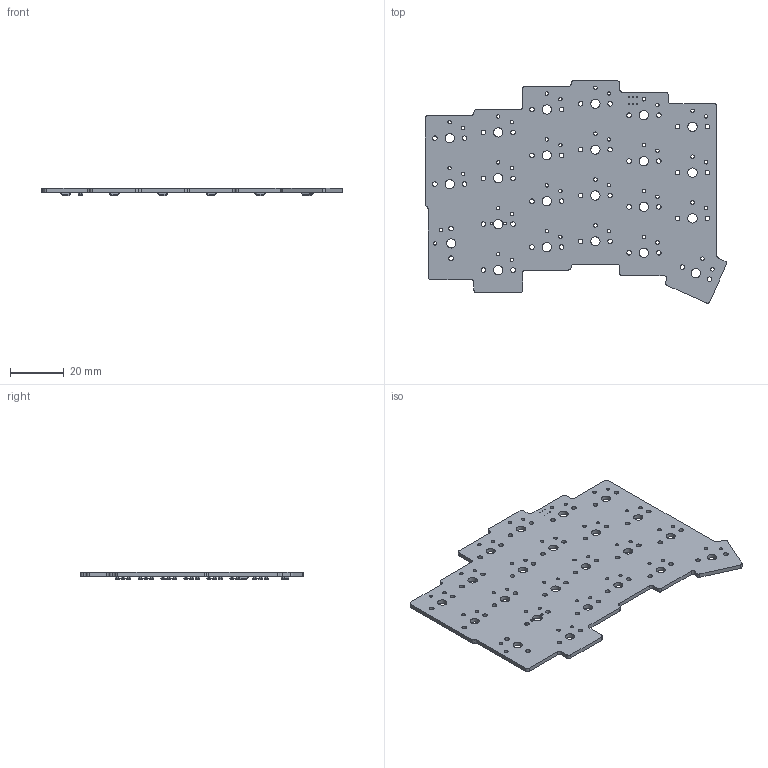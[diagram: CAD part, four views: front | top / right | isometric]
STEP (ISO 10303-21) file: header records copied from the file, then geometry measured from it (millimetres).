
FILE_DESCRIPTION(('KiCad electronic assembly'),'2;1');
FILE_NAME('left_pcb.step','2025-09-29T19:49:39',('Pcbnew'),('Kicad'), 'Open CASCADE STEP processor 7.8','KiCad to STEP converter','Unknown' );
FILE_SCHEMA(('AUTOMOTIVE_DESIGN { 1 0 10303 214 1 1 1 1 }'));
Length unit declared in the file: millimetre
Products named in the file (3): left_pcb 1; D_SOD-123; left_PCB
Assembly tree (24 placements, depth 2):
  left_pcb 1
    D_SOD-123  x23
    left_PCB
Bounding box: 111.62 x 82.4 x 2.85 mm (x, y, z)
Volume: 10514.1 mm3; surface area: 15870.4 mm2
Topology: 24 solids, 24 shells, 1725 faces, 4134 edges, 2480 vertices
Faces by surface type: plane 788, bspline 598, cylinder 339
Full cylindrical faces by diameter (mm): 0.3 x6, 1 x2, 1.27 x46, 1.702 x44, 3.429 x23
Entity records: 9336 total; most frequent: CARTESIAN_POINT 1544, DIRECTION 1496, ORIENTED_EDGE 1404, EDGE_CURVE 702, AXIS2_PLACEMENT_3D 576, FACE_BOUND 498, EDGE_LOOP 498, VERTEX_POINT 456
